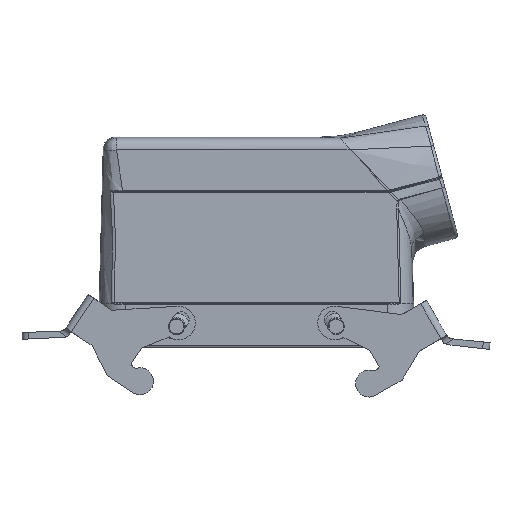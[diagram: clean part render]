
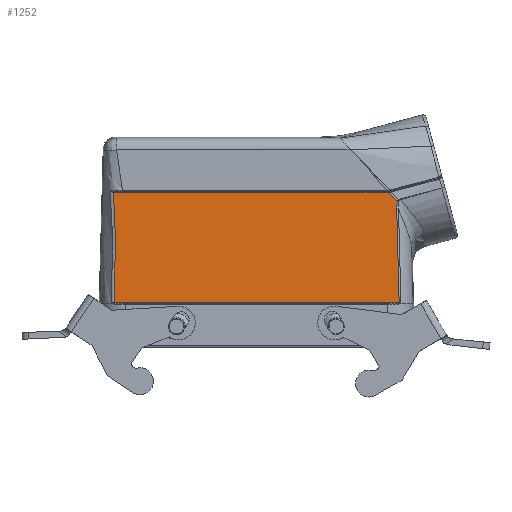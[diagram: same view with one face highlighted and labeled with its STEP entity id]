
A CAD part, front view. The second image highlights one B-rep face of the part: STEP entity #1252.
In plain terms, the highlighted planar face has unit normal (0, -1, 0.015).
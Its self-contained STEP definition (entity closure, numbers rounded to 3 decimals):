
#1134=CARTESIAN_POINT('',(50.0,-20.5,4.176));
#1135=DIRECTION('',(0.0,-1.,0.015));
#1136=DIRECTION('',(0.0,-0.015,-1.));
#1137=AXIS2_PLACEMENT_3D('',#1134,#1135,#1136);
#1138=PLANE('',#1137);
#1139=CARTESIAN_POINT('',(-42.492,-20.001,37.105));
#1140=VERTEX_POINT('',#1139);
#1141=CARTESIAN_POINT('',(-42.309,-20.497,4.354));
#1142=VERTEX_POINT('',#1141);
#1143=CARTESIAN_POINT('',(-42.493,-20.001,37.105));
#1144=CARTESIAN_POINT('',(-42.114,-20.083,31.669));
#1145=CARTESIAN_POINT('',(-41.842,-20.166,26.222));
#1146=CARTESIAN_POINT('',(-41.899,-20.248,20.776));
#1147=CARTESIAN_POINT('',(-41.899,-20.249,20.762));
#1148=CARTESIAN_POINT('',(-41.899,-20.249,20.749));
#1149=CARTESIAN_POINT('',(-41.9,-20.249,20.736));
#1150=CARTESIAN_POINT('',(-41.915,-20.27,19.33));
#1151=CARTESIAN_POINT('',(-41.957,-20.292,17.924));
#1152=CARTESIAN_POINT('',(-41.993,-20.313,16.518));
#1153=CARTESIAN_POINT('',(-42.028,-20.333,15.194));
#1154=CARTESIAN_POINT('',(-42.062,-20.353,13.869));
#1155=CARTESIAN_POINT('',(-42.096,-20.373,12.545));
#1156=CARTESIAN_POINT('',(-42.167,-20.415,9.815));
#1157=CARTESIAN_POINT('',(-42.238,-20.456,7.085));
#1158=CARTESIAN_POINT('',(-42.309,-20.497,4.354));
#1159=B_SPLINE_CURVE_WITH_KNOTS('',3,(#1143,#1144,#1145,#1146,#1147,#1148,#1149,#1150,#1151,#1152,#1153,#1154,#1155,#1156,#1157,#1158),.UNSPECIFIED.,.F.,.U.,(4,3,3,3,3,4),(0.0,0.499,0.5,0.629,0.75,1.0),.UNSPECIFIED.);
#1160=EDGE_CURVE('',#1140,#1142,#1159,.T.);
#1161=ORIENTED_EDGE('',*,*,#1160,.T.);
#1162=CARTESIAN_POINT('',(-41.661,-20.496,4.424));
#1163=VERTEX_POINT('',#1162);
#1164=CARTESIAN_POINT('',(-42.309,-20.497,4.354));
#1165=CARTESIAN_POINT('',(-42.099,-20.496,4.409));
#1166=CARTESIAN_POINT('',(-41.878,-20.496,4.424));
#1167=CARTESIAN_POINT('',(-41.661,-20.496,4.424));
#1168=QUASI_UNIFORM_CURVE('',3,(#1164,#1165,#1166,#1167),.UNSPECIFIED.,.F.,.U.);
#1169=EDGE_CURVE('',#1142,#1163,#1168,.T.);
#1170=ORIENTED_EDGE('',*,*,#1169,.T.);
#1171=CARTESIAN_POINT('',(41.661,-20.496,4.424));
#1172=VERTEX_POINT('',#1171);
#1173=CARTESIAN_POINT('',(-41.661,-20.496,4.424));
#1174=DIRECTION('',(1.0,0.0,0.0));
#1175=VECTOR('',#1174,83.322);
#1176=LINE('',#1173,#1175);
#1177=EDGE_CURVE('',#1163,#1172,#1176,.T.);
#1178=ORIENTED_EDGE('',*,*,#1177,.T.);
#1179=CARTESIAN_POINT('',(42.457,-20.498,4.307));
#1180=VERTEX_POINT('',#1179);
#1181=CARTESIAN_POINT('',(41.661,-20.496,4.424));
#1182=CARTESIAN_POINT('',(41.761,-20.496,4.424));
#1183=CARTESIAN_POINT('',(41.862,-20.496,4.421));
#1184=CARTESIAN_POINT('',(41.961,-20.496,4.412));
#1185=CARTESIAN_POINT('',(42.13,-20.497,4.397));
#1186=CARTESIAN_POINT('',(42.3,-20.497,4.368));
#1187=CARTESIAN_POINT('',(42.457,-20.498,4.307));
#1188=B_SPLINE_CURVE_WITH_KNOTS('',3,(#1181,#1182,#1183,#1184,#1185,#1186,#1187),.UNSPECIFIED.,.F.,.U.,(4,3,4),(0.0,0.371,1.0),.UNSPECIFIED.);
#1189=EDGE_CURVE('',#1172,#1180,#1188,.T.);
#1190=ORIENTED_EDGE('',*,*,#1189,.T.);
#1191=CARTESIAN_POINT('',(41.738,-20.077,32.074));
#1192=VERTEX_POINT('',#1191);
#1193=CARTESIAN_POINT('',(42.457,-20.498,4.307));
#1194=DIRECTION('',(-0.026,0.015,1.));
#1195=VECTOR('',#1194,27.78);
#1196=LINE('',#1193,#1195);
#1197=EDGE_CURVE('',#1180,#1192,#1196,.T.);
#1198=ORIENTED_EDGE('',*,*,#1197,.T.);
#1199=CARTESIAN_POINT('',(41.919,-20.044,34.285));
#1200=VERTEX_POINT('',#1199);
#1201=CARTESIAN_POINT('',(41.738,-20.077,32.074));
#1202=CARTESIAN_POINT('',(41.718,-20.066,32.818));
#1203=CARTESIAN_POINT('',(41.745,-20.055,33.557));
#1204=CARTESIAN_POINT('',(41.919,-20.044,34.285));
#1205=QUASI_UNIFORM_CURVE('',3,(#1201,#1202,#1203,#1204),.UNSPECIFIED.,.F.,.U.);
#1206=EDGE_CURVE('',#1192,#1200,#1205,.T.);
#1207=ORIENTED_EDGE('',*,*,#1206,.T.);
#1208=CARTESIAN_POINT('',(39.446,-20.001,37.103));
#1209=VERTEX_POINT('',#1208);
#1210=CARTESIAN_POINT('',(41.919,-20.044,34.285));
#1211=CARTESIAN_POINT('',(41.713,-20.04,34.527));
#1212=CARTESIAN_POINT('',(41.507,-20.036,34.768));
#1213=CARTESIAN_POINT('',(41.299,-20.033,35.008));
#1214=CARTESIAN_POINT('',(41.053,-20.029,35.293));
#1215=CARTESIAN_POINT('',(40.806,-20.024,35.576));
#1216=CARTESIAN_POINT('',(40.558,-20.02,35.858));
#1217=CARTESIAN_POINT('',(40.193,-20.014,36.271));
#1218=CARTESIAN_POINT('',(39.826,-20.007,36.682));
#1219=CARTESIAN_POINT('',(39.457,-20.001,37.091));
#1220=CARTESIAN_POINT('',(39.453,-20.001,37.095));
#1221=CARTESIAN_POINT('',(39.45,-20.001,37.099));
#1222=CARTESIAN_POINT('',(39.446,-20.001,37.103));
#1223=B_SPLINE_CURVE_WITH_KNOTS('',3,(#1210,#1211,#1212,#1213,#1214,#1215,#1216,#1217,#1218,#1219,#1220,#1221,#1222),.UNSPECIFIED.,.F.,.U.,(4,3,3,3,4),(0.0,0.254,0.555,0.996,1.0),.UNSPECIFIED.);
#1224=EDGE_CURVE('',#1200,#1209,#1223,.T.);
#1225=ORIENTED_EDGE('',*,*,#1224,.T.);
#1226=CARTESIAN_POINT('',(38.848,-20.002,37.069));
#1227=VERTEX_POINT('',#1226);
#1228=CARTESIAN_POINT('',(38.848,-19.921,42.363));
#1229=DIRECTION('',(0.,1.,-0.015));
#1230=DIRECTION('',(0.,-0.015,-1.));
#1231=AXIS2_PLACEMENT_3D('',#1228,#1229,#1230);
#1232=CIRCLE('',#1231,5.295);
#1233=EDGE_CURVE('',#1209,#1227,#1232,.T.);
#1234=ORIENTED_EDGE('',*,*,#1233,.T.);
#1235=CARTESIAN_POINT('',(-42.053,-20.002,37.069));
#1236=VERTEX_POINT('',#1235);
#1237=CARTESIAN_POINT('',(38.848,-20.002,37.069));
#1238=DIRECTION('',(-1.0,0.0,0.0));
#1239=VECTOR('',#1238,80.901);
#1240=LINE('',#1237,#1239);
#1241=EDGE_CURVE('',#1227,#1236,#1240,.T.);
#1242=ORIENTED_EDGE('',*,*,#1241,.T.);
#1243=CARTESIAN_POINT('',(-42.053,-20.002,37.069));
#1244=CARTESIAN_POINT('',(-42.2,-20.002,37.069));
#1245=CARTESIAN_POINT('',(-42.348,-20.001,37.078));
#1246=CARTESIAN_POINT('',(-42.492,-20.001,37.105));
#1247=QUASI_UNIFORM_CURVE('',3,(#1243,#1244,#1245,#1246),.UNSPECIFIED.,.F.,.U.);
#1248=EDGE_CURVE('',#1236,#1140,#1247,.T.);
#1249=ORIENTED_EDGE('',*,*,#1248,.T.);
#1250=EDGE_LOOP('',(#1161,#1170,#1178,#1190,#1198,#1207,#1225,#1234,#1242,#1249));
#1251=FACE_OUTER_BOUND('',#1250,.T.);
#1252=ADVANCED_FACE('',(#1251),#1138,.T.);
